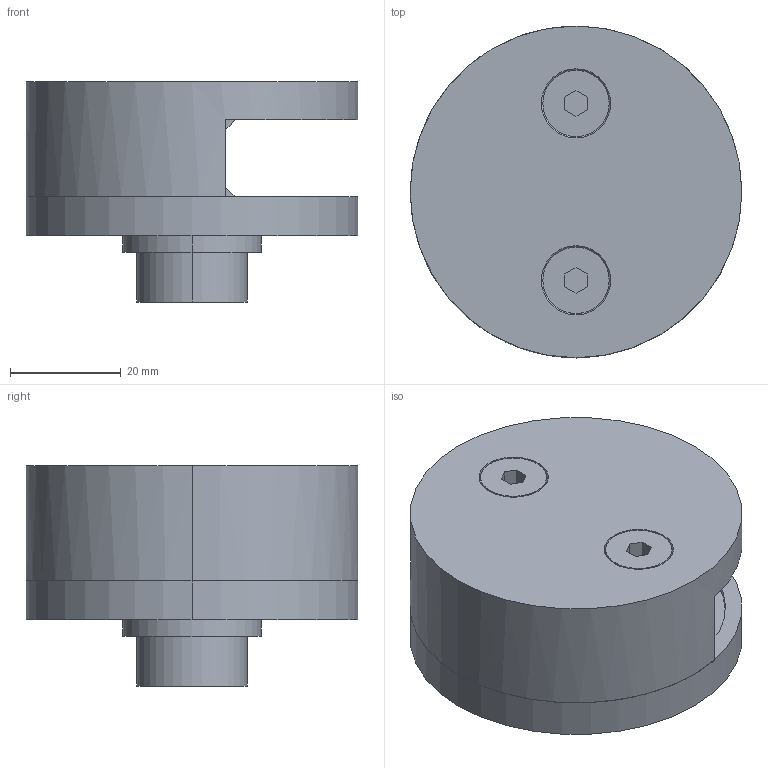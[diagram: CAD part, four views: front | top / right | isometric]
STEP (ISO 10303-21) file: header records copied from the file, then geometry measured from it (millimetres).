
FILE_DESCRIPTION (( 'STEP AP203' ), '1' );
FILE_NAME ('A_4000-700.STEP', '2019-02-16T07:46:45', ( '' ), ( '' ), 'SwSTEP 2.0', 'SolidWorks 2013', '' );
FILE_SCHEMA (( 'CONFIG_CONTROL_DESIGN' ));
Length unit declared in the file: millimetre
Products named in the file (5): A_4000-700.P3; A_4000-700; A_4000-700.P2; A_4000-700.P1; Skrutka DIN 7991_Skrutka M 6x 12
Assembly tree (5 placements, depth 2):
  A_4000-700
    A_4000-700.P1
    A_4000-700.P2
    A_4000-700.P3
    Skrutka DIN 7991_Skrutka M 6x 12  x2
Bounding box: 60 x 60 x 39.8 mm (x, y, z)
Volume: 43926.9 mm3; surface area: 25780.4 mm2
Topology: 5 solids, 5 shells, 361 faces, 889 edges, 542 vertices
Faces by surface type: cylinder 148, plane 141, bspline 44, cone 28
Entity records: 11494 total; most frequent: CARTESIAN_POINT 2959, DIRECTION 1699, ORIENTED_EDGE 1670, EDGE_CURVE 835, AXIS2_PLACEMENT_3D 620, VERTEX_POINT 518, VECTOR 459, LINE 459
